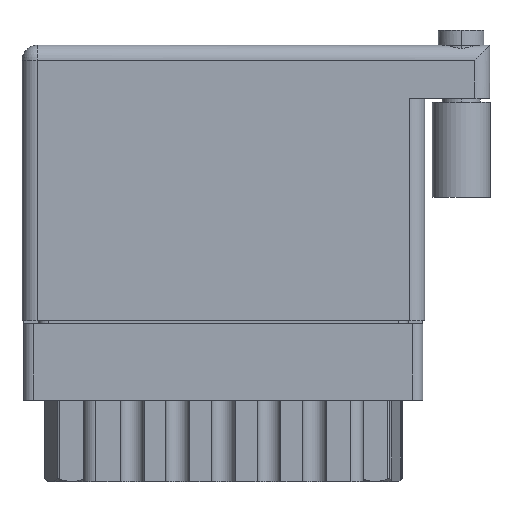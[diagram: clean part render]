
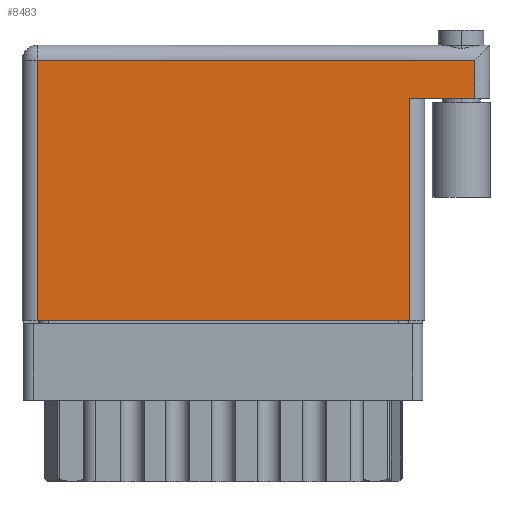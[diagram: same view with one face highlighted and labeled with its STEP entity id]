
A CAD part, front view. The second image highlights one B-rep face of the part: STEP entity #8483.
In plain terms, the highlighted face is planar.
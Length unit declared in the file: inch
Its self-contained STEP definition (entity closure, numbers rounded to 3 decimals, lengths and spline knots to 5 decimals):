
#483 = EDGE_LOOP ( 'NONE', ( #6633, #37748, #17057, #35726, #8513, #1487 ) ) ;
#522 = EDGE_CURVE ( 'NONE', #19670, #24668, #21557, .T. ) ;
#593 = LINE ( 'NONE', #4612, #10581 ) ;
#1001 = DIRECTION ( 'NONE',  ( -1., 0., 0. ) ) ;
#1487 = ORIENTED_EDGE ( 'NONE', *, *, #39023, .T. ) ;
#3517 = CARTESIAN_POINT ( 'NONE',  ( 1.275, 0., 0. ) ) ;
#3541 = CARTESIAN_POINT ( 'NONE',  ( 0., 0.906, 0. ) ) ;
#3586 = LINE ( 'NONE', #26438, #22059 ) ;
#4612 = CARTESIAN_POINT ( 'NONE',  ( 1.489, 0.906, 0. ) ) ;
#6601 = DIRECTION ( 'NONE',  ( -1., 0., 0. ) ) ;
#6633 = ORIENTED_EDGE ( 'NONE', *, *, #522, .T. ) ;
#6726 = DIRECTION ( 'NONE',  ( 0., 0., -1. ) ) ;
#7563 = LINE ( 'NONE', #24537, #38883 ) ;
#8054 = VECTOR ( 'NONE', #10514, 39.37008 ) ;
#8483 = ADVANCED_FACE ( 'NONE', ( #26218 ), #36841, .F. ) ;
#8513 = ORIENTED_EDGE ( 'NONE', *, *, #19648, .T. ) ;
#9916 = CARTESIAN_POINT ( 'NONE',  ( 0.05, 0.856, 0. ) ) ;
#10514 = DIRECTION ( 'NONE',  ( -1., 0., 0. ) ) ;
#10581 = VECTOR ( 'NONE', #13504, 39.37008 ) ;
#11509 = EDGE_CURVE ( 'NONE', #15681, #25290, #32240, .T. ) ;
#13504 = DIRECTION ( 'NONE',  ( 0., 1., 0. ) ) ;
#15681 = VERTEX_POINT ( 'NONE', #26692 ) ;
#16747 = CARTESIAN_POINT ( 'NONE',  ( 1.539, 0.731, 0. ) ) ;
#16971 = CARTESIAN_POINT ( 'NONE',  ( 0.05, 0., 0. ) ) ;
#17057 = ORIENTED_EDGE ( 'NONE', *, *, #11509, .F. ) ;
#17311 = CARTESIAN_POINT ( 'NONE',  ( 0., 0., 0. ) ) ;
#18370 = LINE ( 'NONE', #37285, #28804 ) ;
#19648 = EDGE_CURVE ( 'NONE', #19938, #28520, #18370, .T. ) ;
#19670 = VERTEX_POINT ( 'NONE', #16971 ) ;
#19938 = VERTEX_POINT ( 'NONE', #37412 ) ;
#20329 = DIRECTION ( 'NONE',  ( 0., 1., 0. ) ) ;
#20967 = EDGE_CURVE ( 'NONE', #24668, #25290, #3586, .T. ) ;
#21459 = DIRECTION ( 'NONE',  ( 0., -1., 0. ) ) ;
#21557 = LINE ( 'NONE', #17311, #31521 ) ;
#22059 = VECTOR ( 'NONE', #20329, 39.37008 ) ;
#22246 = EDGE_CURVE ( 'NONE', #15681, #19938, #593, .T. ) ;
#24537 = CARTESIAN_POINT ( 'NONE',  ( 0.05, 0., 0. ) ) ;
#24668 = VERTEX_POINT ( 'NONE', #3517 ) ;
#25290 = VERTEX_POINT ( 'NONE', #25770 ) ;
#25770 = CARTESIAN_POINT ( 'NONE',  ( 1.275, 0.731, 0. ) ) ;
#26218 = FACE_OUTER_BOUND ( 'NONE', #483, .T. ) ;
#26438 = CARTESIAN_POINT ( 'NONE',  ( 1.275, 0.731, 0. ) ) ;
#26692 = CARTESIAN_POINT ( 'NONE',  ( 1.489, 0.731, 0. ) ) ;
#28520 = VERTEX_POINT ( 'NONE', #9916 ) ;
#28804 = VECTOR ( 'NONE', #1001, 39.37008 ) ;
#31521 = VECTOR ( 'NONE', #33350, 39.37008 ) ;
#32240 = LINE ( 'NONE', #16747, #8054 ) ;
#33350 = DIRECTION ( 'NONE',  ( 1., 0., 0. ) ) ;
#35726 = ORIENTED_EDGE ( 'NONE', *, *, #22246, .T. ) ;
#35906 = AXIS2_PLACEMENT_3D ( 'NONE', #3541, #6726, #6601 ) ;
#36841 = PLANE ( 'NONE',  #35906 ) ;
#37285 = CARTESIAN_POINT ( 'NONE',  ( 0., 0.856, 0. ) ) ;
#37412 = CARTESIAN_POINT ( 'NONE',  ( 1.489, 0.856, 0. ) ) ;
#37748 = ORIENTED_EDGE ( 'NONE', *, *, #20967, .T. ) ;
#38883 = VECTOR ( 'NONE', #21459, 39.37008 ) ;
#39023 = EDGE_CURVE ( 'NONE', #28520, #19670, #7563, .T. ) ;
